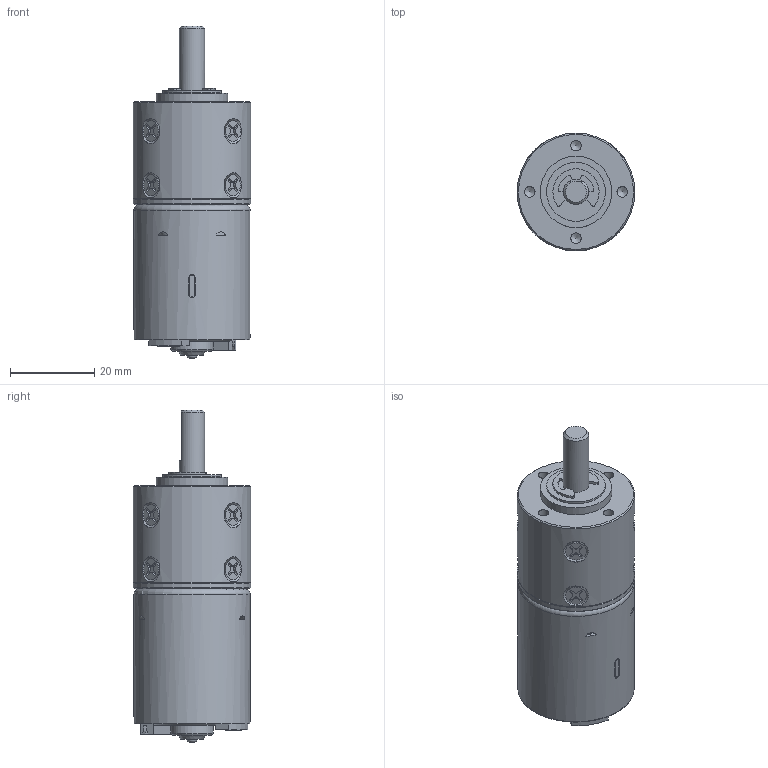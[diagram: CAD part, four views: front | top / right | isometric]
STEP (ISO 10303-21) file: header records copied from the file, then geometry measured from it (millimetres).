
FILE_DESCRIPTION(/* description */ ('Unknown'),/* implementation_level */ '2;1');
FILE_NAME(/* name */ 'PBT2832',/* time_stamp */ '2023-03-14T17:54:30+01:00',/* author */ ('Unknown'),/* organization */ ('Unknown'),/* preprocessor_version */ 'ST-DEVELOPER v18.1',/* originating_system */ 'Solid Edge',/* authorisation */ 'Unknown');
FILE_SCHEMA (('AUTOMOTIVE_DESIGN {1 0 10303 214 3 1 1}'));
Products named in the file (1): PBT2832
Bounding box: 28 x 28 x 79 mm (x, y, z)
Volume: 21540 mm3; surface area: 23141.1 mm2
Topology: 11 solids, 17 shells, 1574 faces, 4338 edges, 2778 vertices
Faces by surface type: cylinder 621, plane 592, torus 238, sphere 62, cone 32, bspline 29
Full cylindrical faces by diameter (mm): 1 x1, 1.75 x3, 2.05 x2, 2.3 x3, 2.5 x5, 2.8 x2, 3.2 x2, 4 x4, 6 x2, 6.3 x4, 6.9 x1, 8.9 x2, 9 x3, 10 x3, 11 x1, 12.5 x1, 14 x1, 17 x1, 22.4 x2, 24.4 x1, 26.3 x1, 27.7 x1, 28 x2
Entity records: 56653 total; most frequent: CARTESIAN_POINT 15137, ORIENTED_EDGE 8266, DIRECTION 7791, EDGE_CURVE 4172, AXIS2_PLACEMENT_3D 3042, VERTEX_POINT 2735, FACE_BOUND 1755, EDGE_LOOP 1751
